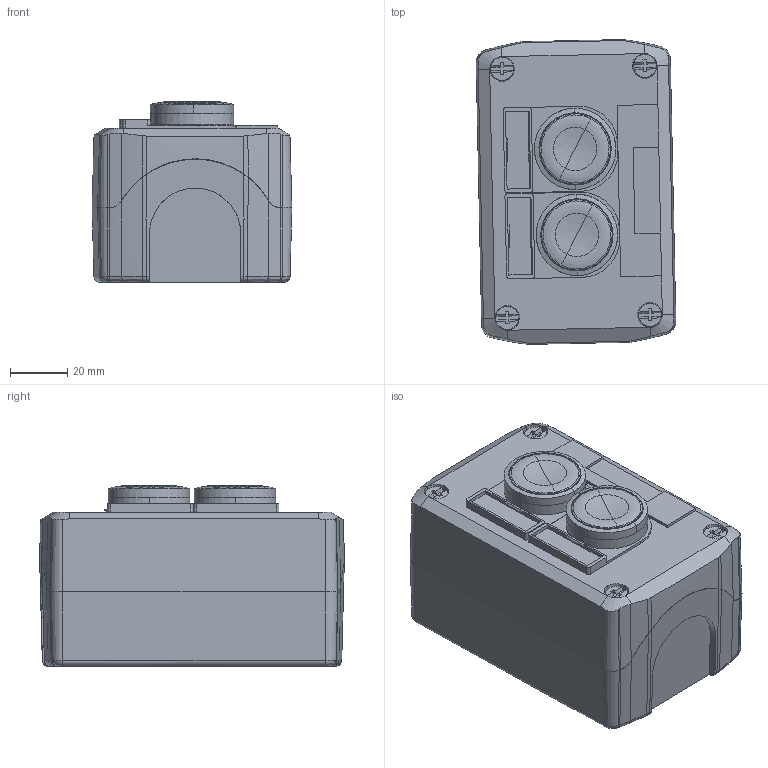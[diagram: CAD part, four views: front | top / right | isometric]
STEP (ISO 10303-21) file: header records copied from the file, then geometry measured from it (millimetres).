
FILE_DESCRIPTION(('CATIA V5 STEP Exchange','CAx-IF Rec.Pracs.--- Model Styling and Organization---1.4--- 2014-01-23','CAx-IF Rec.Pracs.---3D Tessellated Data Validation Properties---0.5---2014-09-14'),'2;1');
FILE_NAME('XALD251H29H7.stp','2022-12-13T12:50:41+00:00',('none'),('none'),'CATIA Version 5-6 Release 2018','CATIA V5 STEP AP242','none');
FILE_SCHEMA(('AP242_MANAGED_MODEL_BASED_3D_ENGINEERING_MIM_LF {1 0 10303 442 1 1 4}'));
Products named in the file (1): XALD251H29H7
Bounding box: 69.91 x 106.69 x 63.12 mm (x, y, z)
Volume: 131003.8 mm3; surface area: 96367.2 mm2
Topology: 5 solids, 5 shells, 1474 faces, 4053 edges, 2599 vertices
Faces by surface type: plane 667, cylinder 249, cone 225, bspline 197, extrusion 88, torus 40, sphere 4, revolution 4
Entity records: 61784 total; most frequent: CARTESIAN_POINT 29662, ORIENTED_EDGE 8086, DIRECTION 4236, EDGE_CURVE 4043, VERTEX_POINT 2599, VECTOR 1844, LINE 1756, AXIS2_PLACEMENT_3D 1622
